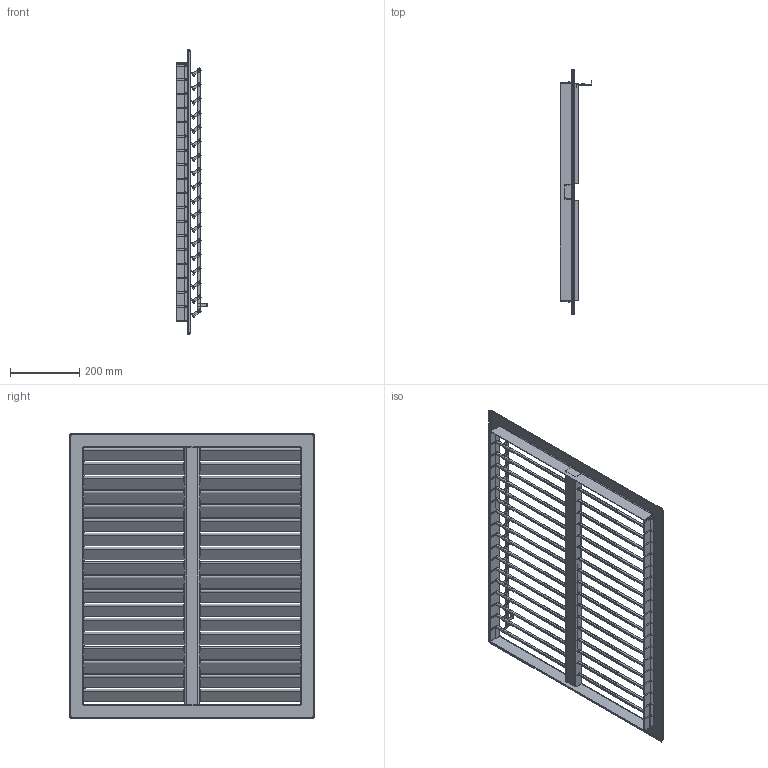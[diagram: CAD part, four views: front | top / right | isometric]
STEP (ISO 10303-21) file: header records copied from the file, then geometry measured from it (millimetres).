
FILE_DESCRIPTION(('FreeCAD Model'),'2;1');
FILE_NAME('Open CASCADE Shape Model','2025-04-17T03:30:50',('FreeCAD'),( 'FreeCAD'),'Open CASCADE STEP processor 7.6','FreeCAD','Unknown');
FILE_SCHEMA(('AUTOMOTIVE_DESIGN { 1 0 10303 214 1 1 1 1 }'));
Products named in the file (1): Open CASCADE STEP translator 7.6 1
Bounding box: 90.15 x 705.31 x 820.79 mm (x, y, z)
Volume: 1715268 mm3; surface area: 2007907.3 mm2
Topology: 114 solids, 114 shells, 1366 faces, 3016 edges, 1880 vertices
Faces by surface type: bspline 1366
Entity records: 35956 total; most frequent: CARTESIAN_POINT 17404, ORIENTED_EDGE 6032, EDGE_CURVE 3016, B_SPLINE_CURVE_WITH_KNOTS 2235, VERTEX_POINT 1880, FACE_BOUND 1408, EDGE_LOOP 1408, ADVANCED_FACE 1366
